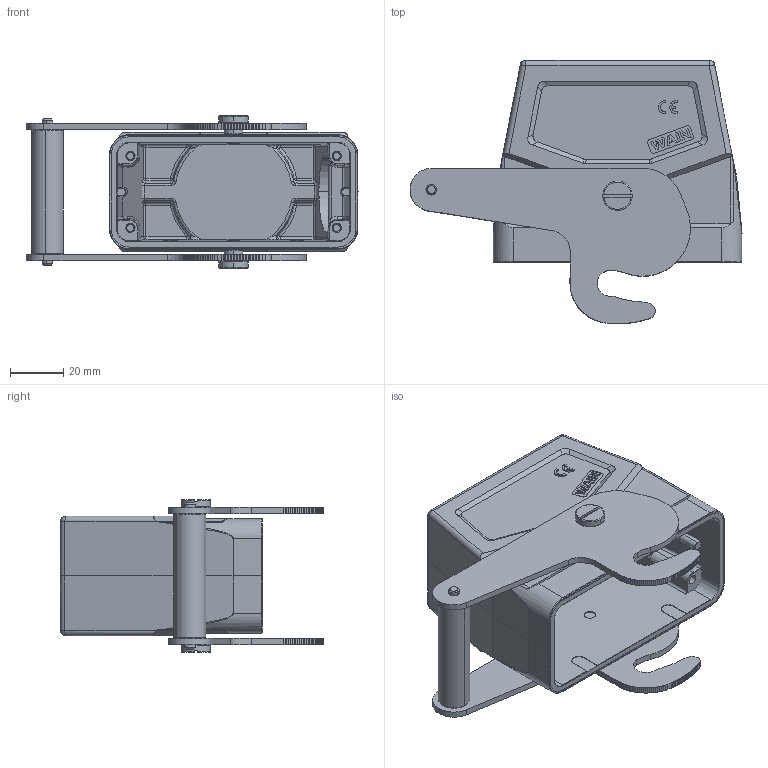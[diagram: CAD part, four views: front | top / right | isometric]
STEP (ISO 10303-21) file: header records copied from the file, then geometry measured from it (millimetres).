
FILE_DESCRIPTION(/* description */ (''),/* implementation_level */ '2;1');
FILE_NAME(/* name */ '3D_1121165505006_W16B-MSEH-1L_C-PG21_V1.1.stp',/* time_stamp */ '2023-12-01T14:23:49+08:00',/* author */ (''),/* organization */ (''),/* preprocessor_version */ 'ST-DEVELOPER v18.1',/* originating_system */ 'SIEMENS PLM Software NX 1980',/* authorisation */ '');
FILE_SCHEMA (('AP203_CONFIGURATION_CONTROLLED_3D_DESIGN_OF_MECHANICAL_PARTS_AND_ASSEMBLIES_MIM_LF { 1 0 10303 403 2 1 2}'));
Length unit declared in the file: millimetre
Products named in the file (1): 3D_1121165505006_W16B-MSEH-1L_C-PG21_V1.0
Bounding box: 124.72 x 99.05 x 57.45 mm (x, y, z)
Volume: 98821.1 mm3; surface area: 58214.8 mm2
Topology: 3 solids, 3 shells, 704 faces, 1923 edges, 1236 vertices
Faces by surface type: cylinder 318, plane 270, torus 44, cone 32, sphere 24, bspline 16
Entity records: 24532 total; most frequent: CARTESIAN_POINT 6892, ORIENTED_EDGE 3794, DIRECTION 3537, EDGE_CURVE 1897, AXIS2_PLACEMENT_3D 1306, VERTEX_POINT 1236, LINE 925, VECTOR 925
